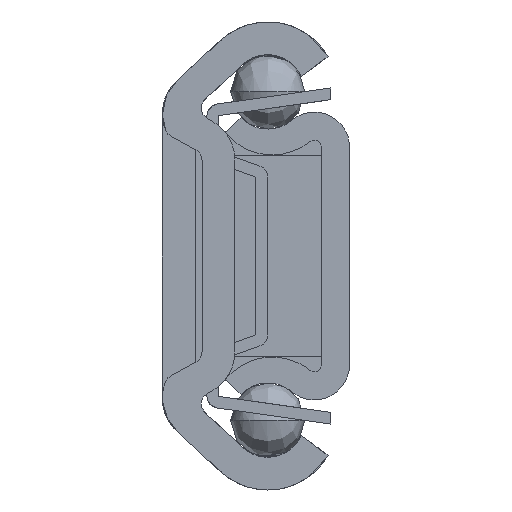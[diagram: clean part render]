
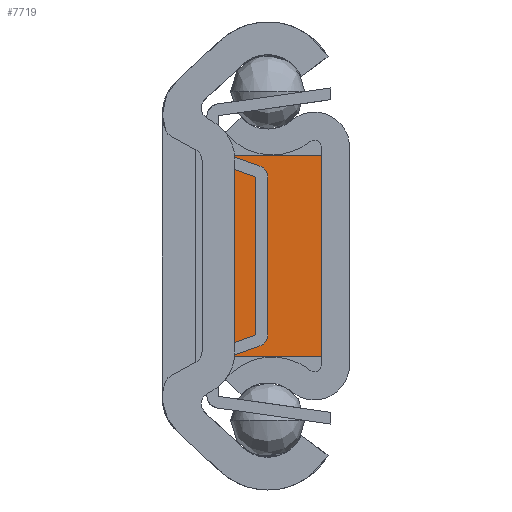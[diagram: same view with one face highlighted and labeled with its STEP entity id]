
A CAD part, left-side view. The second image highlights one B-rep face of the part: STEP entity #7719.
In plain terms, the highlighted free-form (B-spline) face has degree [1, 1] with [2, 2] control points.
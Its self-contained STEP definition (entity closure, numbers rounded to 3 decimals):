
#7630=CARTESIAN_POINT('',(61.8,-6.8,4.3));
#7631=VERTEX_POINT('',#7630);
#7673=CARTESIAN_POINT('',(61.8,-6.8,-4.3));
#7674=VERTEX_POINT('',#7673);
#7688=CARTESIAN_POINT('',(61.8,-7.,-4.73));
#7689=CARTESIAN_POINT('',(61.8,-2.6,-4.73));
#7690=CARTESIAN_POINT('',(61.8,-7.,4.73));
#7691=CARTESIAN_POINT('',(61.8,-2.6,4.73));
#7692=B_SPLINE_SURFACE_WITH_KNOTS('',1,1,((#7688,#7690),(#7689,#7691)),.UNSPECIFIED.,.F.,.F.,.U.,(2,2),(2,2),(0.0,4.4),(0.0,9.459),.UNSPECIFIED.);
#7693=CARTESIAN_POINT('',(61.8,-2.8,4.3));
#7694=VERTEX_POINT('',#7693);
#7695=CARTESIAN_POINT('',(61.8,-2.8,4.3));
#7696=CARTESIAN_POINT('',(61.8,-6.8,4.3));
#7697=QUASI_UNIFORM_CURVE('',1,(#7695,#7696),.UNSPECIFIED.,.F.,.U.);
#7698=EDGE_CURVE('',#7694,#7631,#7697,.T.);
#7699=ORIENTED_EDGE('',*,*,#7698,.F.);
#7700=CARTESIAN_POINT('',(61.8,-2.8,-4.3));
#7701=VERTEX_POINT('',#7700);
#7702=CARTESIAN_POINT('',(61.8,-2.8,-4.3));
#7703=CARTESIAN_POINT('',(61.8,-2.8,4.3));
#7704=QUASI_UNIFORM_CURVE('',1,(#7702,#7703),.UNSPECIFIED.,.F.,.U.);
#7705=EDGE_CURVE('',#7701,#7694,#7704,.T.);
#7706=ORIENTED_EDGE('',*,*,#7705,.F.);
#7707=CARTESIAN_POINT('',(61.8,-6.8,-4.3));
#7708=CARTESIAN_POINT('',(61.8,-2.8,-4.3));
#7709=QUASI_UNIFORM_CURVE('',1,(#7707,#7708),.UNSPECIFIED.,.F.,.U.);
#7710=EDGE_CURVE('',#7674,#7701,#7709,.T.);
#7711=ORIENTED_EDGE('',*,*,#7710,.F.);
#7712=CARTESIAN_POINT('',(61.8,-6.8,4.3));
#7713=CARTESIAN_POINT('',(61.8,-6.8,-4.3));
#7714=QUASI_UNIFORM_CURVE('',1,(#7712,#7713),.UNSPECIFIED.,.F.,.U.);
#7715=EDGE_CURVE('',#7631,#7674,#7714,.T.);
#7716=ORIENTED_EDGE('',*,*,#7715,.F.);
#7717=EDGE_LOOP('',(#7699,#7706,#7711,#7716));
#7718=FACE_OUTER_BOUND('',#7717,.T.);
#7719=ADVANCED_FACE('',(#7718),#7692,.F.);
